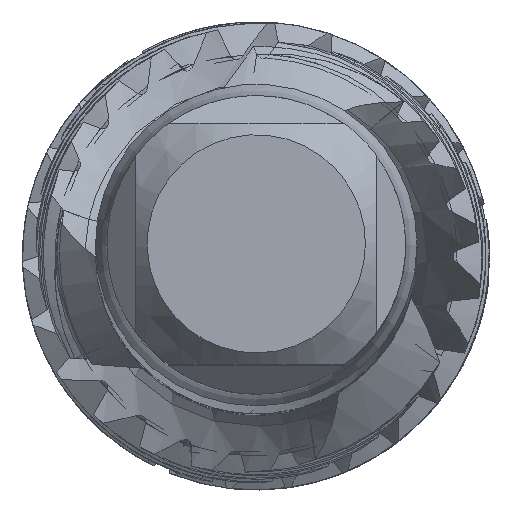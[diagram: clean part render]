
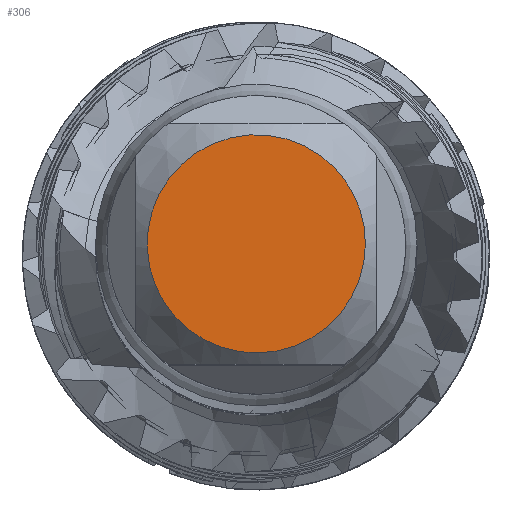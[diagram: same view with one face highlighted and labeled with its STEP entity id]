
A CAD part, top view. The second image highlights one B-rep face of the part: STEP entity #306.
In plain terms, the highlighted planar face has unit normal (0, 0, 1).
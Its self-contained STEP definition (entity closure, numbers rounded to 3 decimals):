
#306=ADVANCED_FACE('NONE',(#528),#495,.T.);
#495=PLANE('',#3793);
#528=FACE_OUTER_BOUND('',#733,.T.);
#733=EDGE_LOOP('',(#1041));
#1041=ORIENTED_EDGE('',*,*,#2604,.F.);
#2181=VERTEX_POINT('',#6626);
#2604=EDGE_CURVE('NONE',#2181,#2181,#3152,.T.);
#3152=CIRCLE('',#3792,0.95);
#3792=AXIS2_PLACEMENT_3D('',#6625,#4032,#4033);
#3793=AXIS2_PLACEMENT_3D('',#6627,#4034,#4035);
#4032=DIRECTION('',(0.,0.,-1.));
#4033=DIRECTION('',(1.,0.,0.));
#4034=DIRECTION('',(0.,0.,1.));
#4035=DIRECTION('',(1.,0.,0.));
#6625=CARTESIAN_POINT('',(0.,0.,0.));
#6626=CARTESIAN_POINT('',(0.95,0.,0.));
#6627=CARTESIAN_POINT('',(0.,0.,0.));
